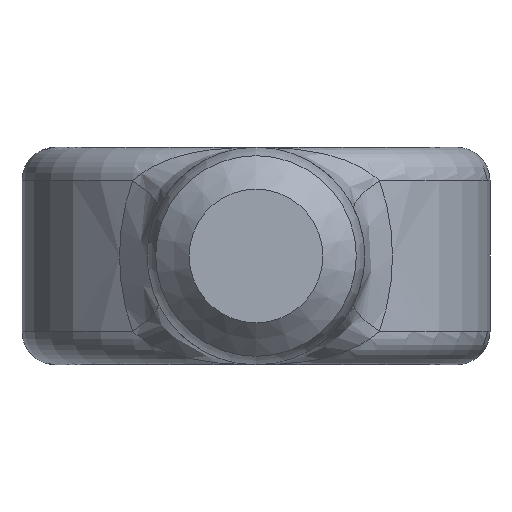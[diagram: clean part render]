
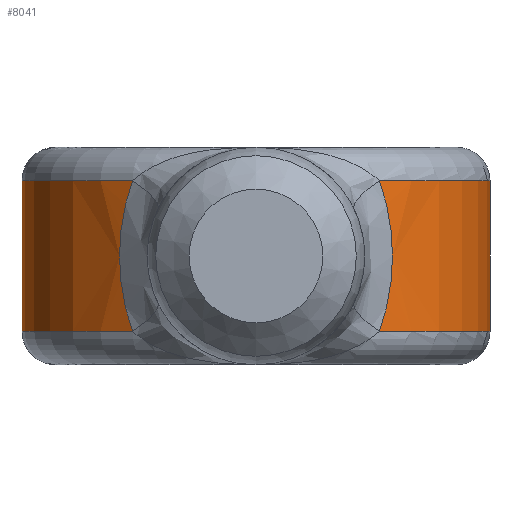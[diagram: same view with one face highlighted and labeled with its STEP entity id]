
A CAD part, front view. The second image highlights one B-rep face of the part: STEP entity #8041.
In plain terms, the highlighted cylindrical face has radius 7 mm (diameter 14 mm), a partial arc.
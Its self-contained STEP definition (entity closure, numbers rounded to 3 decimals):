
#603 = B_SPLINE_CURVE_WITH_KNOTS ( 'NONE', 3,
 ( #3449, #7765, #1633, #2508, #5932, #8781, #3412, #9704, #8740, #11391 ),
 .UNSPECIFIED., .F., .F.,
 ( 4, 2, 2, 2, 4 ),
 ( 0., 0.001, 0.002, 0.003, 0.005 ),
 .UNSPECIFIED. ) ;
#632 = AXIS2_PLACEMENT_3D ( 'NONE', #3754, #5552, #3713 ) ;
#693 = CARTESIAN_POINT ( 'NONE',  ( 0., -7., 3.25 ) ) ;
#1627 = DIRECTION ( 'NONE',  ( 0., 0., -1. ) ) ;
#1633 = CARTESIAN_POINT ( 'NONE',  ( 3.919, -12.801, 1.526 ) ) ;
#1831 = CARTESIAN_POINT ( 'NONE',  ( -3.821, -12.867, 1.894 ) ) ;
#1876 = CARTESIAN_POINT ( 'NONE',  ( -4.083, -12.686, -0.383 ) ) ;
#2102 = FACE_OUTER_BOUND ( 'NONE', #3772, .T. ) ;
#2287 = ORIENTED_EDGE ( 'NONE', *, *, #10599, .T. ) ;
#2369 = CYLINDRICAL_SURFACE ( 'NONE', #7130, 7. ) ;
#2508 = CARTESIAN_POINT ( 'NONE',  ( 4.05, -12.71, 0.771 ) ) ;
#2777 = AXIS2_PLACEMENT_3D ( 'NONE', #7450, #8831, #7767 ) ;
#2941 = CARTESIAN_POINT ( 'NONE',  ( -3.689, -12.949, -2.25 ) ) ;
#3199 = VERTEX_POINT ( 'NONE', #6634 ) ;
#3412 = CARTESIAN_POINT ( 'NONE',  ( 4.05, -12.71, -0.773 ) ) ;
#3449 = CARTESIAN_POINT ( 'NONE',  ( 3.689, -12.949, 2.25 ) ) ;
#3488 = CIRCLE ( 'NONE', #2777, 7. ) ;
#3713 = DIRECTION ( 'NONE',  ( 1., 0., 0. ) ) ;
#3754 = CARTESIAN_POINT ( 'NONE',  ( 0., -7., 2.25 ) ) ;
#3772 = EDGE_LOOP ( 'NONE', ( #2287, #5151, #8212, #4753 ) ) ;
#4349 = EDGE_CURVE ( 'NONE', #3199, #5660, #603, .T. ) ;
#4540 = CARTESIAN_POINT ( 'NONE',  ( -3.689, -12.949, 2.25 ) ) ;
#4732 = CARTESIAN_POINT ( 'NONE',  ( -3.689, -12.949, -2.25 ) ) ;
#4753 = ORIENTED_EDGE ( 'NONE', *, *, #7970, .T. ) ;
#4776 = CARTESIAN_POINT ( 'NONE',  ( -4.083, -12.686, 0.385 ) ) ;
#5151 = ORIENTED_EDGE ( 'NONE', *, *, #4349, .T. ) ;
#5552 = DIRECTION ( 'NONE',  ( 0., 0., -1. ) ) ;
#5660 = VERTEX_POINT ( 'NONE', #7084 ) ;
#5932 = CARTESIAN_POINT ( 'NONE',  ( 4.083, -12.686, 0.383 ) ) ;
#6248 = CARTESIAN_POINT ( 'NONE',  ( -3.919, -12.801, -1.526 ) ) ;
#6634 = CARTESIAN_POINT ( 'NONE',  ( 3.689, -12.949, 2.25 ) ) ;
#7084 = CARTESIAN_POINT ( 'NONE',  ( 3.689, -12.949, -2.25 ) ) ;
#7130 = AXIS2_PLACEMENT_3D ( 'NONE', #693, #1627, #11270 ) ;
#7450 = CARTESIAN_POINT ( 'NONE',  ( 0., -7., -2.25 ) ) ;
#7765 = CARTESIAN_POINT ( 'NONE',  ( 3.821, -12.867, 1.894 ) ) ;
#7767 = DIRECTION ( 'NONE',  ( 1., 0., 0. ) ) ;
#7802 = B_SPLINE_CURVE_WITH_KNOTS ( 'NONE', 3,
 ( #2941, #9203, #6248, #10092, #1876, #4776, #8368, #8941, #1831, #4540 ),
 .UNSPECIFIED., .F., .F.,
 ( 4, 2, 2, 2, 4 ),
 ( 0., 0.001, 0.002, 0.003, 0.005 ),
 .UNSPECIFIED. ) ;
#7970 = EDGE_CURVE ( 'NONE', #9054, #10087, #7802, .T. ) ;
#8041 = ADVANCED_FACE ( 'NONE', ( #2102 ), #2369, .T. ) ;
#8212 = ORIENTED_EDGE ( 'NONE', *, *, #10244, .T. ) ;
#8330 = CARTESIAN_POINT ( 'NONE',  ( -3.689, -12.949, 2.25 ) ) ;
#8368 = CARTESIAN_POINT ( 'NONE',  ( -4.05, -12.71, 0.773 ) ) ;
#8740 = CARTESIAN_POINT ( 'NONE',  ( 3.821, -12.867, -1.894 ) ) ;
#8781 = CARTESIAN_POINT ( 'NONE',  ( 4.083, -12.686, -0.385 ) ) ;
#8831 = DIRECTION ( 'NONE',  ( 0., 0., 1. ) ) ;
#8941 = CARTESIAN_POINT ( 'NONE',  ( -3.918, -12.801, 1.528 ) ) ;
#8943 = CIRCLE ( 'NONE', #632, 7. ) ;
#9054 = VERTEX_POINT ( 'NONE', #4732 ) ;
#9203 = CARTESIAN_POINT ( 'NONE',  ( -3.821, -12.867, -1.894 ) ) ;
#9704 = CARTESIAN_POINT ( 'NONE',  ( 3.918, -12.801, -1.528 ) ) ;
#10087 = VERTEX_POINT ( 'NONE', #8330 ) ;
#10092 = CARTESIAN_POINT ( 'NONE',  ( -4.05, -12.71, -0.771 ) ) ;
#10244 = EDGE_CURVE ( 'NONE', #5660, #9054, #3488, .T. ) ;
#10599 = EDGE_CURVE ( 'NONE', #10087, #3199, #8943, .T. ) ;
#11270 = DIRECTION ( 'NONE',  ( -1., 0., 0. ) ) ;
#11391 = CARTESIAN_POINT ( 'NONE',  ( 3.689, -12.949, -2.25 ) ) ;
